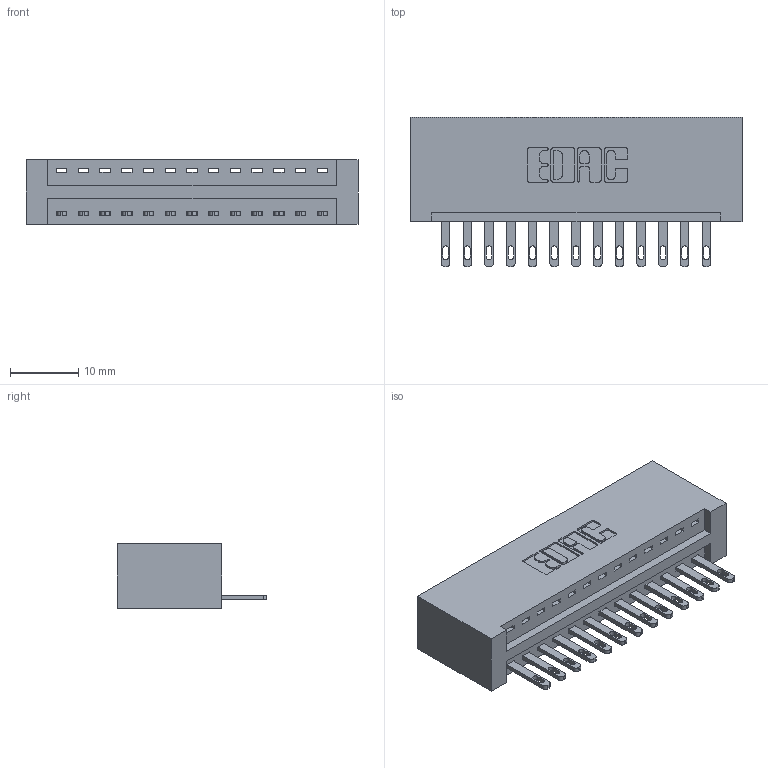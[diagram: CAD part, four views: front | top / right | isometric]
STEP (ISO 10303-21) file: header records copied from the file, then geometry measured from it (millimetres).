
FILE_DESCRIPTION (( 'STEP AP203' ), '1' );
FILE_NAME ('346-013-500-101.STEP', '2018-08-19T23:23:47', ( '' ), ( '' ), 'SwSTEP 2.0', 'SolidWorks 2016', '' );
FILE_SCHEMA (( 'CONFIG_CONTROL_DESIGN' ));
Length unit declared in the file: inch
Products named in the file (3): 346 Part_No Mounting Lugs; 345-292-001_345-293-100; 346-013-500-101
Assembly tree (14 placements, depth 2):
  346-013-500-101
    346 Part_No Mounting Lugs
    345-292-001_345-293-100  x13
Bounding box: 48.51 x 21.84 x 9.4 mm (x, y, z)
Volume: 5001.5 mm3; surface area: 6043.7 mm2
Topology: 14 solids, 14 shells, 816 faces, 2489 edges, 1658 vertices
Faces by surface type: plane 514, cylinder 302
Entity records: 11625 total; most frequent: CARTESIAN_POINT 2007, ORIENTED_EDGE 1954, DIRECTION 1803, EDGE_CURVE 977, LINE 797, VECTOR 797, VERTEX_POINT 650, AXIS2_PLACEMENT_3D 503
